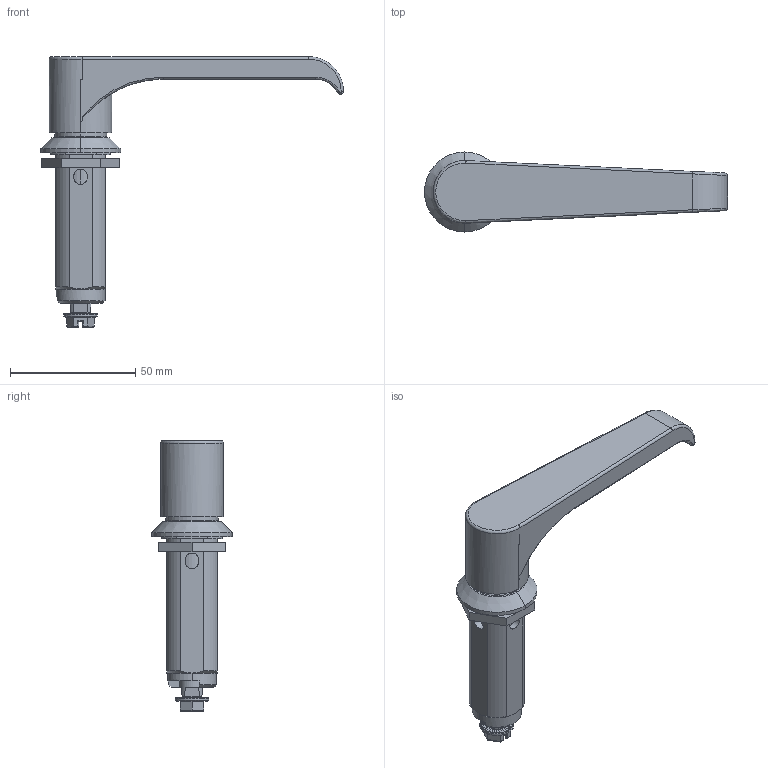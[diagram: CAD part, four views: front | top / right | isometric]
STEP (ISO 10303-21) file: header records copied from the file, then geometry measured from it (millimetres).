
FILE_DESCRIPTION((''),'2;1');
FILE_NAME('1000-U618_ASM','2018-10-31T08:34:47',('NDF'),('EMKA Beschlagteile GmbH & CO KG'),'CREO PARAMETRIC BY PTC INC, 2017260','CREO PARAMETRIC BY PTC INC, 2017260','');
FILE_SCHEMA(('CONFIG_CONTROL_DESIGN','SHAPE_APPEARANCE_LAYERS_GROUPS'));
Length unit declared in the file: millimetre
Products named in the file (8): 1000-366; DIN3771_15X3_5; 1000-23; 1000-02; 1000-210; 1000-367; 1000-277-21; 1000-U618_ASM
Assembly tree (7 placements, depth 2):
  1000-U618_ASM
    1000-366
    DIN3771_15X3_5
    1000-23
    1000-02
    1000-210
    1000-367
    1000-277-21
Bounding box: 121 x 32 x 108.15 mm (x, y, z)
Volume: 47135.5 mm3; surface area: 28325.7 mm2
Topology: 7 solids, 7 shells, 412 faces, 1042 edges, 651 vertices
Faces by surface type: plane 183, cylinder 166, bspline 28, torus 18, cone 13, sphere 4
Entity records: 17363 total; most frequent: CARTESIAN_POINT 4650, DIRECTION 2084, ORIENTED_EDGE 2076, EDGE_CURVE 1038, PRESENTATION_STYLE_ASSIGNMENT 804, STYLED_ITEM 804, AXIS2_PLACEMENT_3D 768, CURVE_STYLE 746
